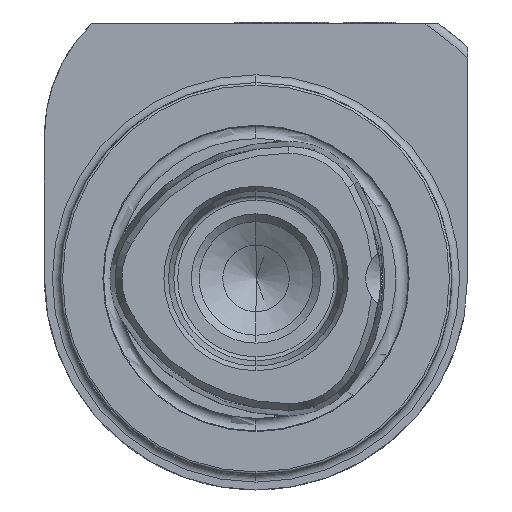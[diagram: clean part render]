
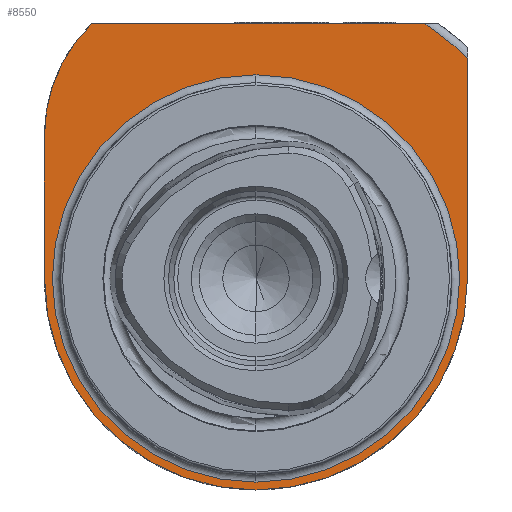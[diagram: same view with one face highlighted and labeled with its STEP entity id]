
A CAD part, left-side view. The second image highlights one B-rep face of the part: STEP entity #8550.
In plain terms, the highlighted planar face has unit normal (-1, 0, 0).
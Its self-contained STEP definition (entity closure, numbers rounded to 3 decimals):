
#37 = CIRCLE ( 'NONE', #847, 39. ) ;
#125 = CARTESIAN_POINT ( 'NONE',  ( 21., 0., 26. ) ) ;
#293 = CARTESIAN_POINT ( 'NONE',  ( 21., 7., 18.217 ) ) ;
#346 = EDGE_CURVE ( 'NONE', #2449, #2619, #1870, .T. ) ;
#356 = EDGE_CURVE ( 'NONE', #6689, #1307, #2095, .T. ) ;
#573 = EDGE_CURVE ( 'NONE', #2157, #3888, #926, .T. ) ;
#635 = DIRECTION ( 'NONE',  ( 0., 0., 1. ) ) ;
#727 = CARTESIAN_POINT ( 'NONE',  ( 21., 21., 32.5 ) ) ;
#847 = AXIS2_PLACEMENT_3D ( 'NONE', #6970, #6859, #4853 ) ;
#911 = AXIS2_PLACEMENT_3D ( 'NONE', #2086, #4109, #7644 ) ;
#926 = LINE ( 'NONE', #7430, #7332 ) ;
#927 = DIRECTION ( 'NONE',  ( 0., 0., 1. ) ) ;
#965 = DIRECTION ( 'NONE',  ( 0., 1., 0. ) ) ;
#1307 = VERTEX_POINT ( 'NONE', #125 ) ;
#1333 = CARTESIAN_POINT ( 'NONE',  ( 21., 27., 0. ) ) ;
#1422 = ORIENTED_EDGE ( 'NONE', *, *, #573, .T. ) ;
#1628 = AXIS2_PLACEMENT_3D ( 'NONE', #1637, #6420, #6477 ) ;
#1637 = CARTESIAN_POINT ( 'NONE',  ( 21., 0., 0. ) ) ;
#1659 = VECTOR ( 'NONE', #6015, 1000. ) ;
#1870 = LINE ( 'NONE', #5107, #1659 ) ;
#1971 = VERTEX_POINT ( 'NONE', #727 ) ;
#2011 = LINE ( 'NONE', #3646, #5644 ) ;
#2086 = CARTESIAN_POINT ( 'NONE',  ( 21., 0., 0. ) ) ;
#2095 = CIRCLE ( 'NONE', #3763, 26. ) ;
#2157 = VERTEX_POINT ( 'NONE', #8551 ) ;
#2449 = VERTEX_POINT ( 'NONE', #8532 ) ;
#2560 = DIRECTION ( 'NONE',  ( 1., 0., 0. ) ) ;
#2619 = VERTEX_POINT ( 'NONE', #1333 ) ;
#2764 = CIRCLE ( 'NONE', #911, 27. ) ;
#3241 = DIRECTION ( 'NONE',  ( 0., 0., -1. ) ) ;
#3296 = AXIS2_PLACEMENT_3D ( 'NONE', #293, #7818, #927 ) ;
#3443 = EDGE_LOOP ( 'NONE', ( #4015, #8481 ) ) ;
#3471 = EDGE_LOOP ( 'NONE', ( #8017, #1422, #7427, #8023, #7433, #4707 ) ) ;
#3646 = CARTESIAN_POINT ( 'NONE',  ( 21., 26., 32.5 ) ) ;
#3676 = AXIS2_PLACEMENT_3D ( 'NONE', #4277, #7617, #7595 ) ;
#3763 = AXIS2_PLACEMENT_3D ( 'NONE', #7841, #2560, #3241 ) ;
#3888 = VERTEX_POINT ( 'NONE', #7707 ) ;
#3934 = EDGE_CURVE ( 'NONE', #1971, #2449, #3961, .T. ) ;
#3961 = CIRCLE ( 'NONE', #3296, 20. ) ;
#4015 = ORIENTED_EDGE ( 'NONE', *, *, #356, .T. ) ;
#4082 = CARTESIAN_POINT ( 'NONE',  ( 21., 0., -26. ) ) ;
#4109 = DIRECTION ( 'NONE',  ( -1., 0., 0. ) ) ;
#4277 = CARTESIAN_POINT ( 'NONE',  ( 21., 26., 0. ) ) ;
#4686 = EDGE_CURVE ( 'NONE', #6759, #1971, #2011, .T. ) ;
#4707 = ORIENTED_EDGE ( 'NONE', *, *, #346, .T. ) ;
#4853 = DIRECTION ( 'NONE',  ( 0., 0., -1. ) ) ;
#5097 = FACE_OUTER_BOUND ( 'NONE', #3471, .T. ) ;
#5107 = CARTESIAN_POINT ( 'NONE',  ( 21., 27., 0. ) ) ;
#5186 = EDGE_CURVE ( 'NONE', #1307, #6689, #5566, .T. ) ;
#5566 = CIRCLE ( 'NONE', #1628, 26. ) ;
#5632 = EDGE_CURVE ( 'NONE', #6759, #3888, #37, .T. ) ;
#5644 = VECTOR ( 'NONE', #965, 1000. ) ;
#5938 = FACE_BOUND ( 'NONE', #3443, .T. ) ;
#6015 = DIRECTION ( 'NONE',  ( 0., 0., -1. ) ) ;
#6265 = CARTESIAN_POINT ( 'NONE',  ( 21., -21.558, 32.5 ) ) ;
#6313 = PLANE ( 'NONE',  #3676 ) ;
#6420 = DIRECTION ( 'NONE',  ( 1., 0., 0. ) ) ;
#6477 = DIRECTION ( 'NONE',  ( 0., 0., -1. ) ) ;
#6689 = VERTEX_POINT ( 'NONE', #4082 ) ;
#6759 = VERTEX_POINT ( 'NONE', #6265 ) ;
#6859 = DIRECTION ( 'NONE',  ( 1., 0., 0. ) ) ;
#6970 = CARTESIAN_POINT ( 'NONE',  ( 21., 0., 0. ) ) ;
#7128 = EDGE_CURVE ( 'NONE', #2619, #2157, #2764, .T. ) ;
#7332 = VECTOR ( 'NONE', #635, 1000. ) ;
#7427 = ORIENTED_EDGE ( 'NONE', *, *, #5632, .F. ) ;
#7430 = CARTESIAN_POINT ( 'NONE',  ( 21., -27., 0. ) ) ;
#7433 = ORIENTED_EDGE ( 'NONE', *, *, #3934, .T. ) ;
#7595 = DIRECTION ( 'NONE',  ( 0., 0., 1. ) ) ;
#7617 = DIRECTION ( 'NONE',  ( -1., 0., 0. ) ) ;
#7644 = DIRECTION ( 'NONE',  ( 0., 0., 1. ) ) ;
#7707 = CARTESIAN_POINT ( 'NONE',  ( 21., -27., 28.142 ) ) ;
#7818 = DIRECTION ( 'NONE',  ( -1., 0., 0. ) ) ;
#7841 = CARTESIAN_POINT ( 'NONE',  ( 21., 0., 0. ) ) ;
#8017 = ORIENTED_EDGE ( 'NONE', *, *, #7128, .T. ) ;
#8023 = ORIENTED_EDGE ( 'NONE', *, *, #4686, .T. ) ;
#8481 = ORIENTED_EDGE ( 'NONE', *, *, #5186, .T. ) ;
#8532 = CARTESIAN_POINT ( 'NONE',  ( 21., 27., 18.217 ) ) ;
#8550 = ADVANCED_FACE ( 'NONE', ( #5938, #5097 ), #6313, .T. ) ;
#8551 = CARTESIAN_POINT ( 'NONE',  ( 21., -27., 0. ) ) ;
